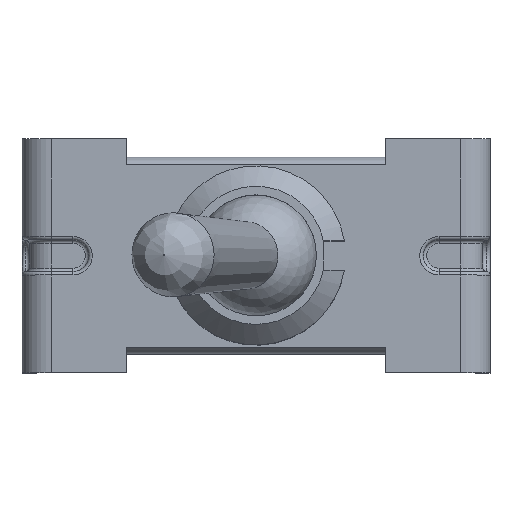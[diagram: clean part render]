
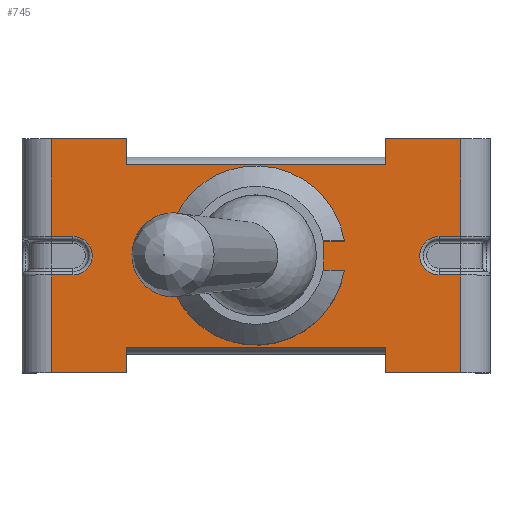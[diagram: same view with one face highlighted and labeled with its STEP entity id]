
A CAD part, top view. The second image highlights one B-rep face of the part: STEP entity #745.
In plain terms, the highlighted planar face has unit normal (0, 0, 1).
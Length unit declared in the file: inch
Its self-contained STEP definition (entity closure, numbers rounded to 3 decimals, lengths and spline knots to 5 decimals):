
#541=CARTESIAN_POINT('',(-0.30791,-0.17604,0.37008));
#542=DIRECTION('',(0.0,0.0,1.0));
#543=DIRECTION('',(1.0,0.0,0.0));
#544=AXIS2_PLACEMENT_3D('',#541,#542,#543);
#545=PLANE('',#544);
#546=CARTESIAN_POINT('',(0.17717,0.16004,0.37008));
#547=VERTEX_POINT('',#546);
#548=CARTESIAN_POINT('',(0.17717,0.12539,0.37008));
#549=VERTEX_POINT('',#548);
#550=CARTESIAN_POINT('',(0.17717,0.16004,0.37008));
#551=DIRECTION('',(0.0,-1.0,0.0));
#552=VECTOR('',#551,0.03465);
#553=LINE('',#550,#552);
#554=EDGE_CURVE('',#547,#549,#553,.T.);
#555=ORIENTED_EDGE('',*,*,#554,.T.);
#556=CARTESIAN_POINT('',(-0.17717,0.12539,0.37008));
#557=VERTEX_POINT('',#556);
#558=CARTESIAN_POINT('',(0.17717,0.12539,0.37008));
#559=DIRECTION('',(-1.0,0.0,0.0));
#560=VECTOR('',#559,0.35433);
#561=LINE('',#558,#560);
#562=EDGE_CURVE('',#549,#557,#561,.T.);
#563=ORIENTED_EDGE('',*,*,#562,.T.);
#564=CARTESIAN_POINT('',(-0.17717,0.16004,0.37008));
#565=VERTEX_POINT('',#564);
#566=CARTESIAN_POINT('',(-0.17717,0.12539,0.37008));
#567=DIRECTION('',(0.0,1.0,0.0));
#568=VECTOR('',#567,0.03465);
#569=LINE('',#566,#568);
#570=EDGE_CURVE('',#557,#565,#569,.T.);
#571=ORIENTED_EDGE('',*,*,#570,.T.);
#572=CARTESIAN_POINT('',(-0.27992,0.16004,0.37008));
#573=VERTEX_POINT('',#572);
#574=CARTESIAN_POINT('',(-0.27992,0.16004,0.37008));
#575=DIRECTION('',(1.0,0.0,0.0));
#576=VECTOR('',#575,0.10276);
#577=LINE('',#574,#576);
#578=EDGE_CURVE('',#573,#565,#577,.T.);
#579=ORIENTED_EDGE('',*,*,#578,.F.);
#580=CARTESIAN_POINT('',(-0.27992,0.02638,0.37008));
#581=VERTEX_POINT('',#580);
#582=CARTESIAN_POINT('',(-0.27992,0.16004,0.37008));
#583=DIRECTION('',(0.0,-1.0,0.0));
#584=VECTOR('',#583,0.13366);
#585=LINE('',#582,#584);
#586=EDGE_CURVE('',#573,#581,#585,.T.);
#587=ORIENTED_EDGE('',*,*,#586,.T.);
#588=CARTESIAN_POINT('',(-0.25039,0.02638,0.37008));
#589=VERTEX_POINT('',#588);
#590=CARTESIAN_POINT('',(-0.25039,0.02638,0.37008));
#591=DIRECTION('',(-1.0,0.0,0.0));
#592=VECTOR('',#591,0.02953);
#593=LINE('',#590,#592);
#594=EDGE_CURVE('',#589,#581,#593,.T.);
#595=ORIENTED_EDGE('',*,*,#594,.F.);
#596=CARTESIAN_POINT('',(-0.25039,-0.02638,0.37008));
#597=VERTEX_POINT('',#596);
#598=CARTESIAN_POINT('',(-0.25039,0.,0.37008));
#599=DIRECTION('',(0.0,0.0,1.0));
#600=DIRECTION('',(1.0,0.0,0.0));
#601=AXIS2_PLACEMENT_3D('',#598,#599,#600);
#602=CIRCLE('',#601,0.02638);
#603=EDGE_CURVE('',#597,#589,#602,.T.);
#604=ORIENTED_EDGE('',*,*,#603,.F.);
#605=CARTESIAN_POINT('',(-0.27992,-0.02638,0.37008));
#606=VERTEX_POINT('',#605);
#607=CARTESIAN_POINT('',(-0.27992,-0.02638,0.37008));
#608=DIRECTION('',(1.0,0.0,0.0));
#609=VECTOR('',#608,0.02953);
#610=LINE('',#607,#609);
#611=EDGE_CURVE('',#606,#597,#610,.T.);
#612=ORIENTED_EDGE('',*,*,#611,.F.);
#613=CARTESIAN_POINT('',(-0.27992,-0.16004,0.37008));
#614=VERTEX_POINT('',#613);
#615=CARTESIAN_POINT('',(-0.27992,-0.02638,0.37008));
#616=DIRECTION('',(0.0,-1.0,0.0));
#617=VECTOR('',#616,0.13366);
#618=LINE('',#615,#617);
#619=EDGE_CURVE('',#606,#614,#618,.T.);
#620=ORIENTED_EDGE('',*,*,#619,.T.);
#621=CARTESIAN_POINT('',(-0.17717,-0.16004,0.37008));
#622=VERTEX_POINT('',#621);
#623=CARTESIAN_POINT('',(-0.17717,-0.16004,0.37008));
#624=DIRECTION('',(-1.0,0.0,0.0));
#625=VECTOR('',#624,0.10276);
#626=LINE('',#623,#625);
#627=EDGE_CURVE('',#622,#614,#626,.T.);
#628=ORIENTED_EDGE('',*,*,#627,.F.);
#629=CARTESIAN_POINT('',(-0.17717,-0.12539,0.37008));
#630=VERTEX_POINT('',#629);
#631=CARTESIAN_POINT('',(-0.17717,-0.16004,0.37008));
#632=DIRECTION('',(0.0,1.0,0.0));
#633=VECTOR('',#632,0.03465);
#634=LINE('',#631,#633);
#635=EDGE_CURVE('',#622,#630,#634,.T.);
#636=ORIENTED_EDGE('',*,*,#635,.T.);
#637=CARTESIAN_POINT('',(0.17717,-0.12539,0.37008));
#638=VERTEX_POINT('',#637);
#639=CARTESIAN_POINT('',(-0.17717,-0.12539,0.37008));
#640=DIRECTION('',(1.0,0.0,0.0));
#641=VECTOR('',#640,0.35433);
#642=LINE('',#639,#641);
#643=EDGE_CURVE('',#630,#638,#642,.T.);
#644=ORIENTED_EDGE('',*,*,#643,.T.);
#645=CARTESIAN_POINT('',(0.17717,-0.16004,0.37008));
#646=VERTEX_POINT('',#645);
#647=CARTESIAN_POINT('',(0.17717,-0.12539,0.37008));
#648=DIRECTION('',(0.0,-1.0,0.0));
#649=VECTOR('',#648,0.03465);
#650=LINE('',#647,#649);
#651=EDGE_CURVE('',#638,#646,#650,.T.);
#652=ORIENTED_EDGE('',*,*,#651,.T.);
#653=CARTESIAN_POINT('',(0.27992,-0.16004,0.37008));
#654=VERTEX_POINT('',#653);
#655=CARTESIAN_POINT('',(0.27992,-0.16004,0.37008));
#656=DIRECTION('',(-1.0,0.0,0.0));
#657=VECTOR('',#656,0.10276);
#658=LINE('',#655,#657);
#659=EDGE_CURVE('',#654,#646,#658,.T.);
#660=ORIENTED_EDGE('',*,*,#659,.F.);
#661=CARTESIAN_POINT('',(0.27992,-0.02638,0.37008));
#662=VERTEX_POINT('',#661);
#663=CARTESIAN_POINT('',(0.27992,-0.16004,0.37008));
#664=DIRECTION('',(0.0,1.0,0.0));
#665=VECTOR('',#664,0.13366);
#666=LINE('',#663,#665);
#667=EDGE_CURVE('',#654,#662,#666,.T.);
#668=ORIENTED_EDGE('',*,*,#667,.T.);
#669=CARTESIAN_POINT('',(0.25039,-0.02638,0.37008));
#670=VERTEX_POINT('',#669);
#671=CARTESIAN_POINT('',(0.25039,-0.02638,0.37008));
#672=DIRECTION('',(1.0,0.0,0.0));
#673=VECTOR('',#672,0.02953);
#674=LINE('',#671,#673);
#675=EDGE_CURVE('',#670,#662,#674,.T.);
#676=ORIENTED_EDGE('',*,*,#675,.F.);
#677=CARTESIAN_POINT('',(0.25039,0.02638,0.37008));
#678=VERTEX_POINT('',#677);
#679=CARTESIAN_POINT('',(0.25039,0.,0.37008));
#680=DIRECTION('',(0.0,0.0,1.0));
#681=DIRECTION('',(-1.0,0.0,0.0));
#682=AXIS2_PLACEMENT_3D('',#679,#680,#681);
#683=CIRCLE('',#682,0.02638);
#684=EDGE_CURVE('',#678,#670,#683,.T.);
#685=ORIENTED_EDGE('',*,*,#684,.F.);
#686=CARTESIAN_POINT('',(0.27992,0.02638,0.37008));
#687=VERTEX_POINT('',#686);
#688=CARTESIAN_POINT('',(0.27992,0.02638,0.37008));
#689=DIRECTION('',(-1.0,0.0,0.0));
#690=VECTOR('',#689,0.02953);
#691=LINE('',#688,#690);
#692=EDGE_CURVE('',#687,#678,#691,.T.);
#693=ORIENTED_EDGE('',*,*,#692,.F.);
#694=CARTESIAN_POINT('',(0.27992,0.16004,0.37008));
#695=VERTEX_POINT('',#694);
#696=CARTESIAN_POINT('',(0.27992,0.02638,0.37008));
#697=DIRECTION('',(0.0,1.0,0.0));
#698=VECTOR('',#697,0.13366);
#699=LINE('',#696,#698);
#700=EDGE_CURVE('',#687,#695,#699,.T.);
#701=ORIENTED_EDGE('',*,*,#700,.T.);
#702=CARTESIAN_POINT('',(0.17717,0.16004,0.37008));
#703=DIRECTION('',(1.0,0.0,0.0));
#704=VECTOR('',#703,0.10276);
#705=LINE('',#702,#704);
#706=EDGE_CURVE('',#547,#695,#705,.T.);
#707=ORIENTED_EDGE('',*,*,#706,.F.);
#708=EDGE_LOOP('',(#555,#563,#571,#579,#587,#595,#604,#612,#620,#628,#636,#644,#652,#660,#668,#676,#685,#693,#701,#707));
#709=FACE_OUTER_BOUND('',#708,.T.);
#710=CARTESIAN_POINT('',(0.09283,-0.02008,0.37008));
#711=VERTEX_POINT('',#710);
#712=CARTESIAN_POINT('',(0.09283,0.02008,0.37008));
#713=VERTEX_POINT('',#712);
#714=CARTESIAN_POINT('',(0.09283,-0.02008,0.37008));
#715=DIRECTION('',(0.0,1.0,0.0));
#716=VECTOR('',#715,0.04016);
#717=LINE('',#714,#716);
#718=EDGE_CURVE('',#711,#713,#717,.T.);
#719=ORIENTED_EDGE('',*,*,#718,.F.);
#720=CARTESIAN_POINT('',(0.12078,-0.02008,0.37008));
#721=VERTEX_POINT('',#720);
#722=CARTESIAN_POINT('',(0.12078,-0.02008,0.37008));
#723=DIRECTION('',(-1.0,0.0,0.0));
#724=VECTOR('',#723,0.02795);
#725=LINE('',#722,#724);
#726=EDGE_CURVE('',#721,#711,#725,.T.);
#727=ORIENTED_EDGE('',*,*,#726,.F.);
#728=CARTESIAN_POINT('',(0.12078,0.02008,0.37008));
#729=VERTEX_POINT('',#728);
#730=CARTESIAN_POINT('',(0.,0.,0.37008));
#731=DIRECTION('',(0.0,0.0,1.0));
#732=DIRECTION('',(0.986,0.164,0.0));
#733=AXIS2_PLACEMENT_3D('',#730,#731,#732);
#734=CIRCLE('',#733,0.12244);
#735=EDGE_CURVE('',#729,#721,#734,.T.);
#736=ORIENTED_EDGE('',*,*,#735,.F.);
#737=CARTESIAN_POINT('',(0.09283,0.02008,0.37008));
#738=DIRECTION('',(1.0,0.0,0.0));
#739=VECTOR('',#738,0.02795);
#740=LINE('',#737,#739);
#741=EDGE_CURVE('',#713,#729,#740,.T.);
#742=ORIENTED_EDGE('',*,*,#741,.F.);
#743=EDGE_LOOP('',(#719,#727,#736,#742));
#744=FACE_BOUND('',#743,.T.);
#745=ADVANCED_FACE('',(#709,#744),#545,.T.);
